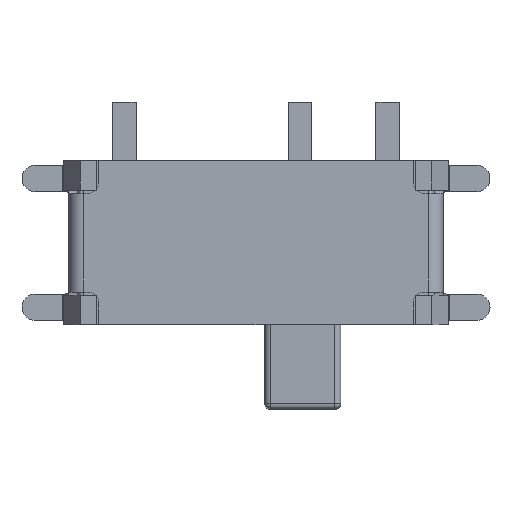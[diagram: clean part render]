
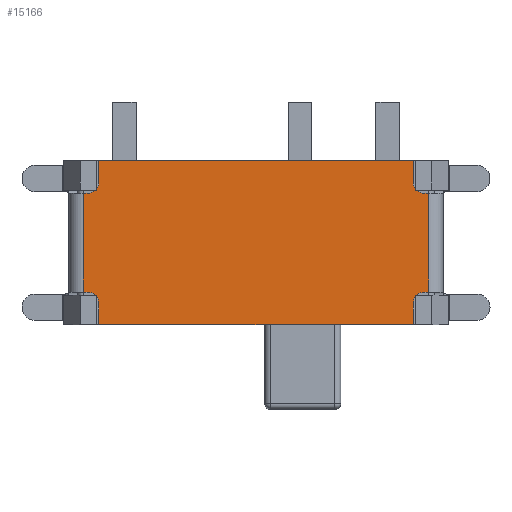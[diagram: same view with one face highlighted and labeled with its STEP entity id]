
A CAD part, top view. The second image highlights one B-rep face of the part: STEP entity #15166.
In plain terms, the highlighted planar face has unit normal (0, 0, 1).
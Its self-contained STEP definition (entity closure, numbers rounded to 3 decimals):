
#156 = CARTESIAN_POINT ( 'NONE',  ( 2.884, 1.044, 1.35 ) ) ;
#192 = ORIENTED_EDGE ( 'NONE', *, *, #17321, .T. ) ;
#200 = ORIENTED_EDGE ( 'NONE', *, *, #16285, .T. ) ;
#221 = VECTOR ( 'NONE', #16849, 1000. ) ;
#261 = VERTEX_POINT ( 'NONE', #9057 ) ;
#488 = ORIENTED_EDGE ( 'NONE', *, *, #3370, .T. ) ;
#581 = AXIS2_PLACEMENT_3D ( 'NONE', #1785, #11622, #13095 ) ;
#632 = VERTEX_POINT ( 'NONE', #10329 ) ;
#686 = VERTEX_POINT ( 'NONE', #10244 ) ;
#698 = CARTESIAN_POINT ( 'NONE',  ( 2.884, -0.844, 1.35 ) ) ;
#744 = LINE ( 'NONE', #17790, #8971 ) ;
#772 = EDGE_CURVE ( 'NONE', #11370, #11222, #13451, .T. ) ;
#786 = EDGE_CURVE ( 'NONE', #17781, #3613, #744, .T. ) ;
#1501 = DIRECTION ( 'NONE',  ( 1., 0., 0. ) ) ;
#1533 = DIRECTION ( 'NONE',  ( 1., 0., 0. ) ) ;
#1551 = VECTOR ( 'NONE', #11144, 1000. ) ;
#1785 = CARTESIAN_POINT ( 'NONE',  ( 2.884, 1.044, 1.35 ) ) ;
#1928 = VECTOR ( 'NONE', #3727, 1000. ) ;
#2452 = CARTESIAN_POINT ( 'NONE',  ( -2.884, -0.844, 1.35 ) ) ;
#2602 = AXIS2_PLACEMENT_3D ( 'NONE', #156, #15371, #11494 ) ;
#2604 = ORIENTED_EDGE ( 'NONE', *, *, #6784, .T. ) ;
#2645 = CARTESIAN_POINT ( 'NONE',  ( 3.2, 0.844, 1.35 ) ) ;
#2767 = DIRECTION ( 'NONE',  ( 0., 1., 0. ) ) ;
#2784 = VERTEX_POINT ( 'NONE', #14757 ) ;
#3053 = LINE ( 'NONE', #8917, #7434 ) ;
#3281 = ORIENTED_EDGE ( 'NONE', *, *, #11970, .T. ) ;
#3370 = EDGE_CURVE ( 'NONE', #16783, #11370, #4248, .T. ) ;
#3557 = DIRECTION ( 'NONE',  ( 0., -1., 0. ) ) ;
#3570 = CARTESIAN_POINT ( 'NONE',  ( 2.884, -1.044, 1.35 ) ) ;
#3613 = VERTEX_POINT ( 'NONE', #15066 ) ;
#3672 = VECTOR ( 'NONE', #2767, 1000. ) ;
#3684 = DIRECTION ( 'NONE',  ( -1., 0., 0. ) ) ;
#3727 = DIRECTION ( 'NONE',  ( -1., 0., 0. ) ) ;
#3808 = CARTESIAN_POINT ( 'NONE',  ( 2.884, 0.844, 1.35 ) ) ;
#4248 = LINE ( 'NONE', #10019, #3672 ) ;
#4420 = EDGE_CURVE ( 'NONE', #10998, #16783, #5807, .T. ) ;
#4993 = DIRECTION ( 'NONE',  ( 1., 0., 0. ) ) ;
#5042 = CARTESIAN_POINT ( 'NONE',  ( 2.95, -0.844, 1.35 ) ) ;
#5395 = CIRCLE ( 'NONE', #14810, 0.2 ) ;
#5671 = LINE ( 'NONE', #11638, #16561 ) ;
#5807 = CIRCLE ( 'NONE', #2602, 0.2 ) ;
#5926 = CARTESIAN_POINT ( 'NONE',  ( 2.684, -1.044, 1.35 ) ) ;
#6285 = VERTEX_POINT ( 'NONE', #698 ) ;
#6379 = DIRECTION ( 'NONE',  ( 0., 0., -1. ) ) ;
#6784 = EDGE_CURVE ( 'NONE', #6285, #17733, #12531, .T. ) ;
#7010 = CARTESIAN_POINT ( 'NONE',  ( 3.2, -0.844, 1.35 ) ) ;
#7177 = VECTOR ( 'NONE', #17906, 1000. ) ;
#7197 = VECTOR ( 'NONE', #3557, 1000. ) ;
#7217 = EDGE_CURVE ( 'NONE', #10258, #13169, #13864, .T. ) ;
#7371 = DIRECTION ( 'NONE',  ( -1., 0., 0. ) ) ;
#7434 = VECTOR ( 'NONE', #7371, 1000. ) ;
#7739 = ORIENTED_EDGE ( 'NONE', *, *, #14058, .T. ) ;
#7752 = EDGE_CURVE ( 'NONE', #3613, #261, #14085, .T. ) ;
#7898 = DIRECTION ( 'NONE',  ( 0., 0., -1. ) ) ;
#8116 = VERTEX_POINT ( 'NONE', #2452 ) ;
#8147 = EDGE_CURVE ( 'NONE', #686, #6285, #5395, .T. ) ;
#8274 = AXIS2_PLACEMENT_3D ( 'NONE', #17558, #7898, #3684 ) ;
#8518 = ORIENTED_EDGE ( 'NONE', *, *, #772, .T. ) ;
#8523 = DIRECTION ( 'NONE',  ( 0., 1., 0. ) ) ;
#8871 = VECTOR ( 'NONE', #12310, 1000. ) ;
#8917 = CARTESIAN_POINT ( 'NONE',  ( -3.2, 0.844, 1.35 ) ) ;
#8971 = VECTOR ( 'NONE', #16396, 1000. ) ;
#9057 = CARTESIAN_POINT ( 'NONE',  ( 2.684, -1.4, 1.35 ) ) ;
#9081 = LINE ( 'NONE', #2645, #8871 ) ;
#9767 = EDGE_CURVE ( 'NONE', #11222, #10258, #10536, .T. ) ;
#9862 = CARTESIAN_POINT ( 'NONE',  ( 2.95, 1.044, 1.35 ) ) ;
#10019 = CARTESIAN_POINT ( 'NONE',  ( 2.684, 1.044, 1.35 ) ) ;
#10081 = ORIENTED_EDGE ( 'NONE', *, *, #7752, .T. ) ;
#10099 = CARTESIAN_POINT ( 'NONE',  ( 2.684, 1.4, 1.35 ) ) ;
#10244 = CARTESIAN_POINT ( 'NONE',  ( 2.684, -1.044, 1.35 ) ) ;
#10258 = VERTEX_POINT ( 'NONE', #15250 ) ;
#10329 = CARTESIAN_POINT ( 'NONE',  ( -2.95, 0.844, 1.35 ) ) ;
#10536 = LINE ( 'NONE', #16151, #7197 ) ;
#10606 = ORIENTED_EDGE ( 'NONE', *, *, #8147, .T. ) ;
#10991 = LINE ( 'NONE', #16594, #7177 ) ;
#10998 = VERTEX_POINT ( 'NONE', #3808 ) ;
#11144 = DIRECTION ( 'NONE',  ( 0., 1., 0. ) ) ;
#11222 = VERTEX_POINT ( 'NONE', #16537 ) ;
#11370 = VERTEX_POINT ( 'NONE', #10099 ) ;
#11494 = DIRECTION ( 'NONE',  ( 1., 0., 0. ) ) ;
#11622 = DIRECTION ( 'NONE',  ( 0., 0., -1. ) ) ;
#11638 = CARTESIAN_POINT ( 'NONE',  ( -3.2, -0.844, 1.35 ) ) ;
#11970 = EDGE_CURVE ( 'NONE', #8116, #17781, #16137, .T. ) ;
#12310 = DIRECTION ( 'NONE',  ( -1., 0., 0. ) ) ;
#12378 = ORIENTED_EDGE ( 'NONE', *, *, #786, .T. ) ;
#12531 = LINE ( 'NONE', #7010, #221 ) ;
#12725 = PLANE ( 'NONE',  #581 ) ;
#12808 = VERTEX_POINT ( 'NONE', #17611 ) ;
#13095 = DIRECTION ( 'NONE',  ( 1., 0., 0. ) ) ;
#13169 = VERTEX_POINT ( 'NONE', #18177 ) ;
#13191 = AXIS2_PLACEMENT_3D ( 'NONE', #13359, #6379, #4993 ) ;
#13359 = CARTESIAN_POINT ( 'NONE',  ( -2.884, -1.044, 1.35 ) ) ;
#13451 = LINE ( 'NONE', #14926, #1928 ) ;
#13864 = CIRCLE ( 'NONE', #8274, 0.2 ) ;
#14058 = EDGE_CURVE ( 'NONE', #261, #686, #14495, .T. ) ;
#14085 = LINE ( 'NONE', #15484, #15070 ) ;
#14292 = ORIENTED_EDGE ( 'NONE', *, *, #17406, .T. ) ;
#14341 = ORIENTED_EDGE ( 'NONE', *, *, #9767, .T. ) ;
#14495 = LINE ( 'NONE', #5926, #16461 ) ;
#14757 = CARTESIAN_POINT ( 'NONE',  ( -2.95, -0.844, 1.35 ) ) ;
#14810 = AXIS2_PLACEMENT_3D ( 'NONE', #3570, #17552, #16436 ) ;
#14860 = ORIENTED_EDGE ( 'NONE', *, *, #16631, .T. ) ;
#14926 = CARTESIAN_POINT ( 'NONE',  ( 2.684, 1.4, 1.35 ) ) ;
#15066 = CARTESIAN_POINT ( 'NONE',  ( -2.684, -1.4, 1.35 ) ) ;
#15070 = VECTOR ( 'NONE', #1501, 1000. ) ;
#15166 = ADVANCED_FACE ( 'NONE', ( #15853 ), #12725, .F. ) ;
#15181 = CARTESIAN_POINT ( 'NONE',  ( 2.684, 1.044, 1.35 ) ) ;
#15250 = CARTESIAN_POINT ( 'NONE',  ( -2.684, 1.044, 1.35 ) ) ;
#15266 = ORIENTED_EDGE ( 'NONE', *, *, #4420, .T. ) ;
#15331 = ORIENTED_EDGE ( 'NONE', *, *, #7217, .T. ) ;
#15371 = DIRECTION ( 'NONE',  ( 0., 0., -1. ) ) ;
#15419 = EDGE_LOOP ( 'NONE', ( #14860, #14292, #192, #3281, #12378, #10081, #7739, #10606, #2604, #17726, #200, #15266, #488, #8518, #14341, #15331 ) ) ;
#15484 = CARTESIAN_POINT ( 'NONE',  ( 2.684, -1.4, 1.35 ) ) ;
#15853 = FACE_OUTER_BOUND ( 'NONE', #15419, .T. ) ;
#16137 = CIRCLE ( 'NONE', #13191, 0.2 ) ;
#16151 = CARTESIAN_POINT ( 'NONE',  ( -2.684, 1.044, 1.35 ) ) ;
#16285 = EDGE_CURVE ( 'NONE', #12808, #10998, #9081, .T. ) ;
#16396 = DIRECTION ( 'NONE',  ( 0., -1., 0. ) ) ;
#16436 = DIRECTION ( 'NONE',  ( -1., 0., 0. ) ) ;
#16461 = VECTOR ( 'NONE', #8523, 1000. ) ;
#16537 = CARTESIAN_POINT ( 'NONE',  ( -2.684, 1.4, 1.35 ) ) ;
#16561 = VECTOR ( 'NONE', #1533, 1000. ) ;
#16570 = EDGE_CURVE ( 'NONE', #17733, #12808, #18157, .T. ) ;
#16594 = CARTESIAN_POINT ( 'NONE',  ( -2.95, 1.044, 1.35 ) ) ;
#16631 = EDGE_CURVE ( 'NONE', #13169, #632, #3053, .T. ) ;
#16783 = VERTEX_POINT ( 'NONE', #15181 ) ;
#16849 = DIRECTION ( 'NONE',  ( 1., 0., 0. ) ) ;
#17321 = EDGE_CURVE ( 'NONE', #2784, #8116, #5671, .T. ) ;
#17406 = EDGE_CURVE ( 'NONE', #632, #2784, #10991, .T. ) ;
#17473 = CARTESIAN_POINT ( 'NONE',  ( -2.684, -1.044, 1.35 ) ) ;
#17552 = DIRECTION ( 'NONE',  ( 0., 0., -1. ) ) ;
#17558 = CARTESIAN_POINT ( 'NONE',  ( -2.884, 1.044, 1.35 ) ) ;
#17611 = CARTESIAN_POINT ( 'NONE',  ( 2.95, 0.844, 1.35 ) ) ;
#17726 = ORIENTED_EDGE ( 'NONE', *, *, #16570, .T. ) ;
#17733 = VERTEX_POINT ( 'NONE', #5042 ) ;
#17781 = VERTEX_POINT ( 'NONE', #17473 ) ;
#17790 = CARTESIAN_POINT ( 'NONE',  ( -2.684, -1.044, 1.35 ) ) ;
#17906 = DIRECTION ( 'NONE',  ( 0., -1., 0. ) ) ;
#18157 = LINE ( 'NONE', #9862, #1551 ) ;
#18177 = CARTESIAN_POINT ( 'NONE',  ( -2.884, 0.844, 1.35 ) ) ;
